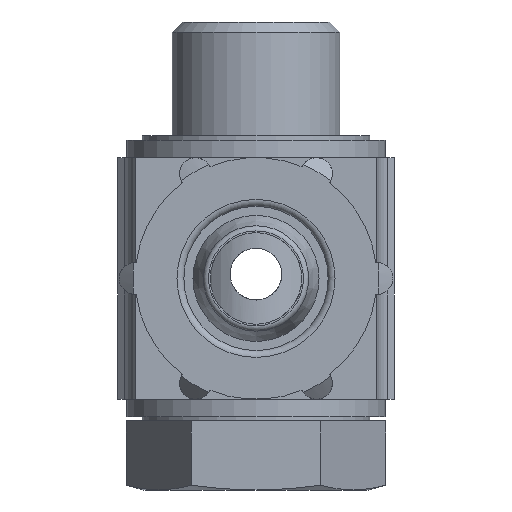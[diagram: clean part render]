
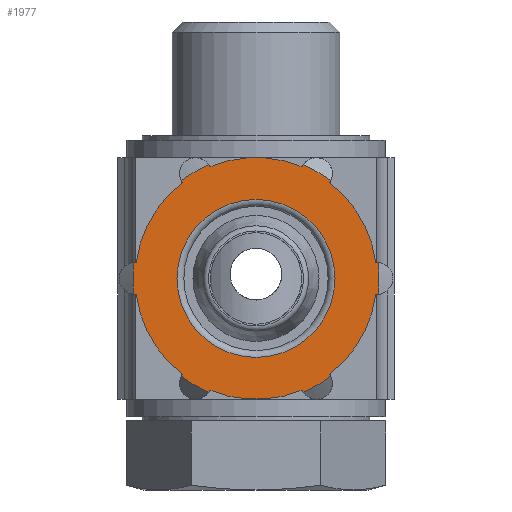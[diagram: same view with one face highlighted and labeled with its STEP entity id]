
A CAD part, left-side view. The second image highlights one B-rep face of the part: STEP entity #1977.
In plain terms, the highlighted face is planar.
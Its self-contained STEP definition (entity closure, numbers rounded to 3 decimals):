
#102=PLANE('',#2245);
#722=ORIENTED_EDGE('',*,*,#1072,.F.);
#723=ORIENTED_EDGE('',*,*,#1073,.F.);
#724=ORIENTED_EDGE('',*,*,#1074,.T.);
#725=ORIENTED_EDGE('',*,*,#1075,.T.);
#726=ORIENTED_EDGE('',*,*,#1076,.T.);
#727=ORIENTED_EDGE('',*,*,#1077,.F.);
#728=ORIENTED_EDGE('',*,*,#1078,.T.);
#729=ORIENTED_EDGE('',*,*,#1079,.T.);
#730=ORIENTED_EDGE('',*,*,#1080,.T.);
#731=ORIENTED_EDGE('',*,*,#1081,.F.);
#732=ORIENTED_EDGE('',*,*,#1082,.T.);
#733=ORIENTED_EDGE('',*,*,#1083,.T.);
#734=ORIENTED_EDGE('',*,*,#1084,.T.);
#735=ORIENTED_EDGE('',*,*,#1085,.F.);
#736=ORIENTED_EDGE('',*,*,#1086,.T.);
#737=ORIENTED_EDGE('',*,*,#1087,.T.);
#738=ORIENTED_EDGE('',*,*,#1088,.T.);
#739=ORIENTED_EDGE('',*,*,#1089,.F.);
#740=ORIENTED_EDGE('',*,*,#1090,.T.);
#741=ORIENTED_EDGE('',*,*,#1091,.T.);
#742=ORIENTED_EDGE('',*,*,#1092,.T.);
#743=ORIENTED_EDGE('',*,*,#1093,.F.);
#744=ORIENTED_EDGE('',*,*,#1094,.T.);
#745=ORIENTED_EDGE('',*,*,#1095,.T.);
#746=ORIENTED_EDGE('',*,*,#1096,.T.);
#1072=EDGE_CURVE('',#1291,#1291,#1419,.T.);
#1073=EDGE_CURVE('',#1292,#1293,#1420,.F.);
#1074=EDGE_CURVE('',#1292,#1294,#1421,.T.);
#1075=EDGE_CURVE('',#1294,#1295,#1422,.T.);
#1076=EDGE_CURVE('',#1295,#1296,#1423,.T.);
#1077=EDGE_CURVE('',#1297,#1296,#1424,.F.);
#1078=EDGE_CURVE('',#1297,#1298,#1425,.T.);
#1079=EDGE_CURVE('',#1298,#1299,#1426,.T.);
#1080=EDGE_CURVE('',#1299,#1300,#1427,.T.);
#1081=EDGE_CURVE('',#1301,#1300,#1428,.F.);
#1082=EDGE_CURVE('',#1301,#1302,#1429,.T.);
#1083=EDGE_CURVE('',#1302,#1303,#1430,.T.);
#1084=EDGE_CURVE('',#1303,#1304,#1431,.T.);
#1085=EDGE_CURVE('',#1305,#1304,#1432,.F.);
#1086=EDGE_CURVE('',#1305,#1306,#1433,.T.);
#1087=EDGE_CURVE('',#1306,#1307,#1434,.T.);
#1088=EDGE_CURVE('',#1307,#1308,#1435,.T.);
#1089=EDGE_CURVE('',#1309,#1308,#1436,.F.);
#1090=EDGE_CURVE('',#1309,#1310,#1437,.T.);
#1091=EDGE_CURVE('',#1310,#1311,#1438,.T.);
#1092=EDGE_CURVE('',#1311,#1312,#1439,.T.);
#1093=EDGE_CURVE('',#1313,#1312,#1440,.F.);
#1094=EDGE_CURVE('',#1313,#1314,#1441,.T.);
#1095=EDGE_CURVE('',#1314,#1315,#1442,.T.);
#1096=EDGE_CURVE('',#1315,#1293,#1443,.T.);
#1291=VERTEX_POINT('',#3573);
#1292=VERTEX_POINT('',#3575);
#1293=VERTEX_POINT('',#3576);
#1294=VERTEX_POINT('',#3578);
#1295=VERTEX_POINT('',#3580);
#1296=VERTEX_POINT('',#3582);
#1297=VERTEX_POINT('',#3584);
#1298=VERTEX_POINT('',#3586);
#1299=VERTEX_POINT('',#3588);
#1300=VERTEX_POINT('',#3590);
#1301=VERTEX_POINT('',#3592);
#1302=VERTEX_POINT('',#3594);
#1303=VERTEX_POINT('',#3596);
#1304=VERTEX_POINT('',#3598);
#1305=VERTEX_POINT('',#3600);
#1306=VERTEX_POINT('',#3602);
#1307=VERTEX_POINT('',#3604);
#1308=VERTEX_POINT('',#3606);
#1309=VERTEX_POINT('',#3608);
#1310=VERTEX_POINT('',#3610);
#1311=VERTEX_POINT('',#3612);
#1312=VERTEX_POINT('',#3614);
#1313=VERTEX_POINT('',#3616);
#1314=VERTEX_POINT('',#3618);
#1315=VERTEX_POINT('',#3620);
#1419=CIRCLE('',#2246,4.575);
#1420=CIRCLE('',#2247,7.125);
#1421=CIRCLE('',#2248,0.925);
#1422=CIRCLE('',#2249,7.);
#1423=CIRCLE('',#2250,0.925);
#1424=CIRCLE('',#2251,7.125);
#1425=CIRCLE('',#2252,0.925);
#1426=CIRCLE('',#2253,7.);
#1427=CIRCLE('',#2254,0.925);
#1428=CIRCLE('',#2255,7.125);
#1429=CIRCLE('',#2256,0.925);
#1430=CIRCLE('',#2257,7.);
#1431=CIRCLE('',#2258,0.925);
#1432=CIRCLE('',#2259,7.125);
#1433=CIRCLE('',#2260,0.925);
#1434=CIRCLE('',#2261,7.);
#1435=CIRCLE('',#2262,0.925);
#1436=CIRCLE('',#2263,7.125);
#1437=CIRCLE('',#2264,0.925);
#1438=CIRCLE('',#2265,7.);
#1439=CIRCLE('',#2266,0.925);
#1440=CIRCLE('',#2267,7.125);
#1441=CIRCLE('',#2268,0.925);
#1442=CIRCLE('',#2269,7.);
#1443=CIRCLE('',#2270,0.925);
#1615=EDGE_LOOP('',(#722));
#1616=EDGE_LOOP('',(#723,#724,#725,#726,#727,#728,#729,#730,#731,#732,#733,
#734,#735,#736,#737,#738,#739,#740,#741,#742,#743,#744,#745,#746));
#1798=FACE_BOUND('',#1615,.T.);
#1799=FACE_BOUND('',#1616,.T.);
#1977=ADVANCED_FACE('',(#1798,#1799),#102,.T.);
#2245=AXIS2_PLACEMENT_3D('',#3571,#2758,#2759);
#2246=AXIS2_PLACEMENT_3D('',#3572,#2760,#2761);
#2247=AXIS2_PLACEMENT_3D('',#3574,#2762,#2763);
#2248=AXIS2_PLACEMENT_3D('',#3577,#2764,#2765);
#2249=AXIS2_PLACEMENT_3D('',#3579,#2766,#2767);
#2250=AXIS2_PLACEMENT_3D('',#3581,#2768,#2769);
#2251=AXIS2_PLACEMENT_3D('',#3583,#2770,#2771);
#2252=AXIS2_PLACEMENT_3D('',#3585,#2772,#2773);
#2253=AXIS2_PLACEMENT_3D('',#3587,#2774,#2775);
#2254=AXIS2_PLACEMENT_3D('',#3589,#2776,#2777);
#2255=AXIS2_PLACEMENT_3D('',#3591,#2778,#2779);
#2256=AXIS2_PLACEMENT_3D('',#3593,#2780,#2781);
#2257=AXIS2_PLACEMENT_3D('',#3595,#2782,#2783);
#2258=AXIS2_PLACEMENT_3D('',#3597,#2784,#2785);
#2259=AXIS2_PLACEMENT_3D('',#3599,#2786,#2787);
#2260=AXIS2_PLACEMENT_3D('',#3601,#2788,#2789);
#2261=AXIS2_PLACEMENT_3D('',#3603,#2790,#2791);
#2262=AXIS2_PLACEMENT_3D('',#3605,#2792,#2793);
#2263=AXIS2_PLACEMENT_3D('',#3607,#2794,#2795);
#2264=AXIS2_PLACEMENT_3D('',#3609,#2796,#2797);
#2265=AXIS2_PLACEMENT_3D('',#3611,#2798,#2799);
#2266=AXIS2_PLACEMENT_3D('',#3613,#2800,#2801);
#2267=AXIS2_PLACEMENT_3D('',#3615,#2802,#2803);
#2268=AXIS2_PLACEMENT_3D('',#3617,#2804,#2805);
#2269=AXIS2_PLACEMENT_3D('',#3619,#2806,#2807);
#2270=AXIS2_PLACEMENT_3D('',#3621,#2808,#2809);
#2758=DIRECTION('',(1.,0.,0.));
#2759=DIRECTION('',(0.,0.,-1.));
#2760=DIRECTION('',(1.,0.,0.));
#2761=DIRECTION('',(0.,0.,-1.));
#2762=DIRECTION('',(1.,0.,0.));
#2763=DIRECTION('',(0.,0.,-1.));
#2764=DIRECTION('',(1.,0.,0.));
#2765=DIRECTION('',(0.,0.,-1.));
#2766=DIRECTION('',(1.,0.,0.));
#2767=DIRECTION('',(0.,0.,-1.));
#2768=DIRECTION('',(1.,0.,0.));
#2769=DIRECTION('',(0.,0.,-1.));
#2770=DIRECTION('',(1.,0.,0.));
#2771=DIRECTION('',(0.,0.,-1.));
#2772=DIRECTION('',(1.,0.,0.));
#2773=DIRECTION('',(0.,0.,-1.));
#2774=DIRECTION('',(1.,0.,0.));
#2775=DIRECTION('',(0.,0.,-1.));
#2776=DIRECTION('',(1.,0.,0.));
#2777=DIRECTION('',(0.,0.,-1.));
#2778=DIRECTION('',(1.,0.,0.));
#2779=DIRECTION('',(0.,0.,-1.));
#2780=DIRECTION('',(1.,0.,0.));
#2781=DIRECTION('',(0.,0.,-1.));
#2782=DIRECTION('',(1.,0.,0.));
#2783=DIRECTION('',(0.,0.,-1.));
#2784=DIRECTION('',(1.,0.,0.));
#2785=DIRECTION('',(0.,0.,-1.));
#2786=DIRECTION('',(1.,0.,0.));
#2787=DIRECTION('',(0.,0.,-1.));
#2788=DIRECTION('',(1.,0.,0.));
#2789=DIRECTION('',(0.,0.,-1.));
#2790=DIRECTION('',(1.,0.,0.));
#2791=DIRECTION('',(0.,0.,-1.));
#2792=DIRECTION('',(1.,0.,0.));
#2793=DIRECTION('',(0.,0.,-1.));
#2794=DIRECTION('',(1.,0.,0.));
#2795=DIRECTION('',(0.,0.,-1.));
#2796=DIRECTION('',(1.,0.,0.));
#2797=DIRECTION('',(0.,0.,-1.));
#2798=DIRECTION('',(1.,0.,0.));
#2799=DIRECTION('',(0.,0.,-1.));
#2800=DIRECTION('',(1.,0.,0.));
#2801=DIRECTION('',(0.,0.,-1.));
#2802=DIRECTION('',(1.,0.,0.));
#2803=DIRECTION('',(0.,0.,-1.));
#2804=DIRECTION('',(1.,0.,0.));
#2805=DIRECTION('',(0.,0.,-1.));
#2806=DIRECTION('',(1.,0.,0.));
#2807=DIRECTION('',(0.,0.,-1.));
#2808=DIRECTION('',(1.,0.,0.));
#2809=DIRECTION('',(0.,0.,-1.));
#3571=CARTESIAN_POINT('',(12.5,1.75,3.031));
#3572=CARTESIAN_POINT('',(12.5,0.,0.));
#3573=CARTESIAN_POINT('',(12.5,0.,-4.575));
#3574=CARTESIAN_POINT('',(12.5,0.,0.));
#3575=CARTESIAN_POINT('',(12.5,-2.733,-6.58));
#3576=CARTESIAN_POINT('',(12.5,-4.332,-5.657));
#3577=CARTESIAN_POINT('',(12.5,-3.5,-6.062));
#3578=CARTESIAN_POINT('',(12.5,-2.67,-6.471));
#3579=CARTESIAN_POINT('',(12.5,0.,0.));
#3580=CARTESIAN_POINT('',(12.5,2.67,-6.471));
#3581=CARTESIAN_POINT('',(12.5,3.5,-6.062));
#3582=CARTESIAN_POINT('',(12.5,2.733,-6.58));
#3583=CARTESIAN_POINT('',(12.5,0.,0.));
#3584=CARTESIAN_POINT('',(12.5,4.332,-5.657));
#3585=CARTESIAN_POINT('',(12.5,3.5,-6.062));
#3586=CARTESIAN_POINT('',(12.5,4.269,-5.548));
#3587=CARTESIAN_POINT('',(12.5,0.,0.));
#3588=CARTESIAN_POINT('',(12.5,6.939,-0.923));
#3589=CARTESIAN_POINT('',(12.5,7.,0.));
#3590=CARTESIAN_POINT('',(12.5,7.065,-0.923));
#3591=CARTESIAN_POINT('',(12.5,0.,0.));
#3592=CARTESIAN_POINT('',(12.5,7.065,0.923));
#3593=CARTESIAN_POINT('',(12.5,7.,0.));
#3594=CARTESIAN_POINT('',(12.5,6.939,0.923));
#3595=CARTESIAN_POINT('',(12.5,0.,0.));
#3596=CARTESIAN_POINT('',(12.5,4.269,5.548));
#3597=CARTESIAN_POINT('',(12.5,3.5,6.062));
#3598=CARTESIAN_POINT('',(12.5,4.332,5.657));
#3599=CARTESIAN_POINT('',(12.5,0.,0.));
#3600=CARTESIAN_POINT('',(12.5,2.733,6.58));
#3601=CARTESIAN_POINT('',(12.5,3.5,6.062));
#3602=CARTESIAN_POINT('',(12.5,2.67,6.471));
#3603=CARTESIAN_POINT('',(12.5,0.,0.));
#3604=CARTESIAN_POINT('',(12.5,-2.67,6.471));
#3605=CARTESIAN_POINT('',(12.5,-3.5,6.062));
#3606=CARTESIAN_POINT('',(12.5,-2.733,6.58));
#3607=CARTESIAN_POINT('',(12.5,0.,0.));
#3608=CARTESIAN_POINT('',(12.5,-4.332,5.657));
#3609=CARTESIAN_POINT('',(12.5,-3.5,6.062));
#3610=CARTESIAN_POINT('',(12.5,-4.269,5.548));
#3611=CARTESIAN_POINT('',(12.5,0.,0.));
#3612=CARTESIAN_POINT('',(12.5,-6.939,0.923));
#3613=CARTESIAN_POINT('',(12.5,-7.,0.));
#3614=CARTESIAN_POINT('',(12.5,-7.065,0.923));
#3615=CARTESIAN_POINT('',(12.5,0.,0.));
#3616=CARTESIAN_POINT('',(12.5,-7.065,-0.923));
#3617=CARTESIAN_POINT('',(12.5,-7.,0.));
#3618=CARTESIAN_POINT('',(12.5,-6.939,-0.923));
#3619=CARTESIAN_POINT('',(12.5,0.,0.));
#3620=CARTESIAN_POINT('',(12.5,-4.269,-5.548));
#3621=CARTESIAN_POINT('',(12.5,-3.5,-6.062));
